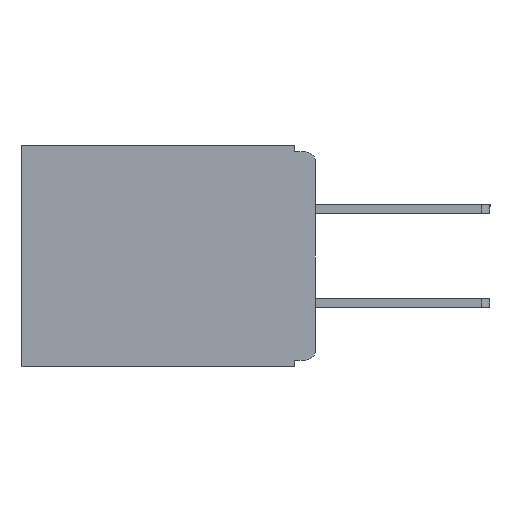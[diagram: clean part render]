
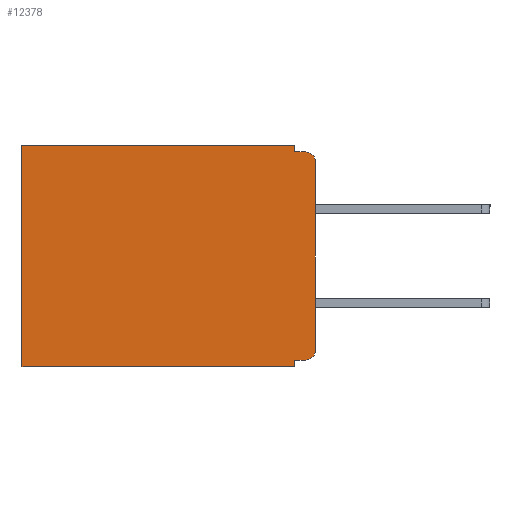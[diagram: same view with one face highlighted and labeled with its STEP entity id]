
A CAD part, left-side view. The second image highlights one B-rep face of the part: STEP entity #12378.
In plain terms, the highlighted planar face has unit normal (-1, 0, 0).
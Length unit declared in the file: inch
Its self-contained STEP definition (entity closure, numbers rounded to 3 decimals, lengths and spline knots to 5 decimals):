
#161 = VECTOR ( 'NONE', #20008, 39.37008 ) ;
#844 = CARTESIAN_POINT ( 'NONE',  ( 0.3, 0.031, -0.33 ) ) ;
#878 = AXIS2_PLACEMENT_3D ( 'NONE', #12672, #10369, #10417 ) ;
#896 = CARTESIAN_POINT ( 'NONE',  ( 0.3, 0.031, 0. ) ) ;
#924 = VECTOR ( 'NONE', #4509, 39.37008 ) ;
#1043 = PLANE ( 'NONE',  #23594 ) ;
#1186 = CARTESIAN_POINT ( 'NONE',  ( 0.3, 0.031, -0.32 ) ) ;
#1248 = CIRCLE ( 'NONE', #878, 0.015 ) ;
#1380 = CARTESIAN_POINT ( 'NONE',  ( 0.3, 0.437, -0.33 ) ) ;
#1962 = CARTESIAN_POINT ( 'NONE',  ( 0.3, 0.031, 0. ) ) ;
#2468 = CARTESIAN_POINT ( 'NONE',  ( 0.3, 0., -0.32 ) ) ;
#2827 = DIRECTION ( 'NONE',  ( 0., 0., -1. ) ) ;
#3410 = CARTESIAN_POINT ( 'NONE',  ( 0.3, 0., 0. ) ) ;
#4357 = LINE ( 'NONE', #22672, #12403 ) ;
#4509 = DIRECTION ( 'NONE',  ( 0., 0., -1. ) ) ;
#4629 = EDGE_CURVE ( 'NONE', #22075, #13907, #1248, .T. ) ;
#4731 = CARTESIAN_POINT ( 'NONE',  ( 0.3, 0.437, 0. ) ) ;
#4737 = VECTOR ( 'NONE', #19871, 39.37008 ) ;
#6101 = CARTESIAN_POINT ( 'NONE',  ( 0.3, 0.015, -0.01 ) ) ;
#6265 = VECTOR ( 'NONE', #13405, 39.37008 ) ;
#6495 = CARTESIAN_POINT ( 'NONE',  ( 0.3, 0., -0.33 ) ) ;
#6786 = VERTEX_POINT ( 'NONE', #14857 ) ;
#7096 = EDGE_CURVE ( 'NONE', #17474, #17483, #9964, .T. ) ;
#7183 = CARTESIAN_POINT ( 'NONE',  ( 0.3, 0.015, -0.32 ) ) ;
#7445 = CARTESIAN_POINT ( 'NONE',  ( 0.3, 0., -0.01 ) ) ;
#7742 = EDGE_CURVE ( 'NONE', #13224, #19547, #9628, .T. ) ;
#8362 = DIRECTION ( 'NONE',  ( 0., 0., -1. ) ) ;
#8466 = EDGE_CURVE ( 'NONE', #18144, #17871, #8721, .T. ) ;
#8721 = LINE ( 'NONE', #18152, #161 ) ;
#8815 = ORIENTED_EDGE ( 'NONE', *, *, #19985, .F. ) ;
#9205 = VECTOR ( 'NONE', #2827, 39.37008 ) ;
#9628 = LINE ( 'NONE', #3410, #4737 ) ;
#9964 = CIRCLE ( 'NONE', #18054, 0.015 ) ;
#10057 = ORIENTED_EDGE ( 'NONE', *, *, #4629, .T. ) ;
#10369 = DIRECTION ( 'NONE',  ( -1., 0., 0. ) ) ;
#10376 = CARTESIAN_POINT ( 'NONE',  ( 0.3, 0.015, -0.025 ) ) ;
#10417 = DIRECTION ( 'NONE',  ( 0., 0., -1. ) ) ;
#10794 = EDGE_CURVE ( 'NONE', #22075, #11019, #15472, .T. ) ;
#10814 = FACE_OUTER_BOUND ( 'NONE', #21088, .T. ) ;
#11019 = VERTEX_POINT ( 'NONE', #1186 ) ;
#11076 = ORIENTED_EDGE ( 'NONE', *, *, #10794, .F. ) ;
#11235 = VECTOR ( 'NONE', #15976, 39.37008 ) ;
#12005 = ORIENTED_EDGE ( 'NONE', *, *, #7742, .T. ) ;
#12154 = ORIENTED_EDGE ( 'NONE', *, *, #22351, .F. ) ;
#12237 = DIRECTION ( 'NONE',  ( 0., 0., -1. ) ) ;
#12240 = ORIENTED_EDGE ( 'NONE', *, *, #22503, .T. ) ;
#12282 = LINE ( 'NONE', #7445, #21387 ) ;
#12378 = ADVANCED_FACE ( 'NONE', ( #10814 ), #1043, .F. ) ;
#12403 = VECTOR ( 'NONE', #15468, 39.37008 ) ;
#12625 = ORIENTED_EDGE ( 'NONE', *, *, #16908, .F. ) ;
#12672 = CARTESIAN_POINT ( 'NONE',  ( 0.3, 0.015, -0.305 ) ) ;
#13224 = VERTEX_POINT ( 'NONE', #1962 ) ;
#13405 = DIRECTION ( 'NONE',  ( 0., 1., 0. ) ) ;
#13847 = ORIENTED_EDGE ( 'NONE', *, *, #8466, .F. ) ;
#13907 = VERTEX_POINT ( 'NONE', #18466 ) ;
#14108 = LINE ( 'NONE', #896, #9205 ) ;
#14857 = CARTESIAN_POINT ( 'NONE',  ( 0.3, 0.031, -0.01 ) ) ;
#14918 = LINE ( 'NONE', #15486, #924 ) ;
#15468 = DIRECTION ( 'NONE',  ( 0., 0., -1. ) ) ;
#15472 = LINE ( 'NONE', #2468, #6265 ) ;
#15486 = CARTESIAN_POINT ( 'NONE',  ( 0.3, 0., -0.33 ) ) ;
#15976 = DIRECTION ( 'NONE',  ( 0., 0., -1. ) ) ;
#16088 = LINE ( 'NONE', #1380, #11235 ) ;
#16337 = CARTESIAN_POINT ( 'NONE',  ( 0.3, 0.437, -0.33 ) ) ;
#16908 = EDGE_CURVE ( 'NONE', #6786, #17483, #12282, .T. ) ;
#17073 = CARTESIAN_POINT ( 'NONE',  ( 0.3, 0., -0.025 ) ) ;
#17474 = VERTEX_POINT ( 'NONE', #17073 ) ;
#17483 = VERTEX_POINT ( 'NONE', #6101 ) ;
#17871 = VERTEX_POINT ( 'NONE', #16337 ) ;
#18054 = AXIS2_PLACEMENT_3D ( 'NONE', #10376, #23095, #12237 ) ;
#18144 = VERTEX_POINT ( 'NONE', #844 ) ;
#18152 = CARTESIAN_POINT ( 'NONE',  ( 0.3, 0., -0.33 ) ) ;
#18466 = CARTESIAN_POINT ( 'NONE',  ( 0.3, 0., -0.305 ) ) ;
#18492 = DIRECTION ( 'NONE',  ( 0., -1., 0. ) ) ;
#18804 = ORIENTED_EDGE ( 'NONE', *, *, #22988, .F. ) ;
#19334 = DIRECTION ( 'NONE',  ( 1., 0., 0. ) ) ;
#19547 = VERTEX_POINT ( 'NONE', #4731 ) ;
#19871 = DIRECTION ( 'NONE',  ( 0., 1., 0. ) ) ;
#19985 = EDGE_CURVE ( 'NONE', #11019, #18144, #4357, .T. ) ;
#20008 = DIRECTION ( 'NONE',  ( 0., 1., 0. ) ) ;
#21088 = EDGE_LOOP ( 'NONE', ( #18804, #23614, #12625, #12154, #12005, #12240, #13847, #8815, #11076, #10057 ) ) ;
#21387 = VECTOR ( 'NONE', #18492, 39.37008 ) ;
#22075 = VERTEX_POINT ( 'NONE', #7183 ) ;
#22351 = EDGE_CURVE ( 'NONE', #13224, #6786, #14108, .T. ) ;
#22503 = EDGE_CURVE ( 'NONE', #19547, #17871, #16088, .T. ) ;
#22672 = CARTESIAN_POINT ( 'NONE',  ( 0.3, 0.031, -0.33 ) ) ;
#22988 = EDGE_CURVE ( 'NONE', #17474, #13907, #14918, .T. ) ;
#23095 = DIRECTION ( 'NONE',  ( -1., 0., 0. ) ) ;
#23594 = AXIS2_PLACEMENT_3D ( 'NONE', #6495, #19334, #8362 ) ;
#23614 = ORIENTED_EDGE ( 'NONE', *, *, #7096, .T. ) ;
